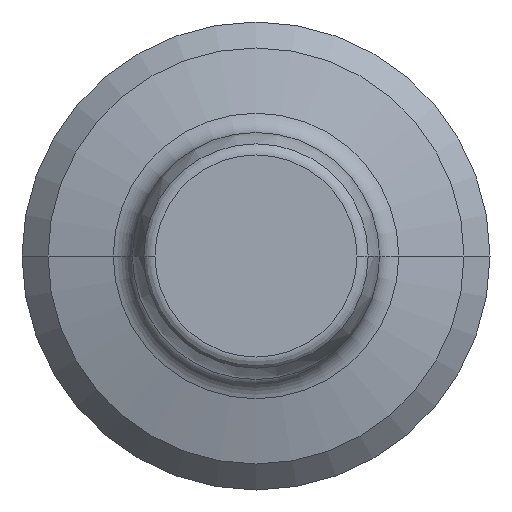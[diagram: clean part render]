
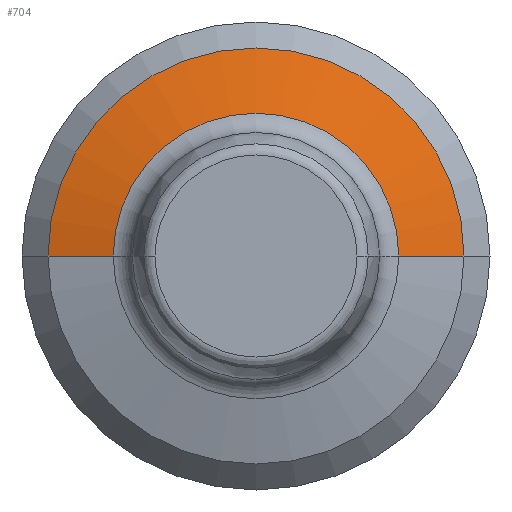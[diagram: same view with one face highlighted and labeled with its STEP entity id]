
A CAD part, front view. The second image highlights one B-rep face of the part: STEP entity #704.
In plain terms, the highlighted conical face has half-angle 75 degrees and reference radius 6.746 mm.
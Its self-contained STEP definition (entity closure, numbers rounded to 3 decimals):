
#191=CARTESIAN_POINT('',(0.,-2.309,0.));
#192=DIRECTION('',(0.,-1.,0.));
#193=DIRECTION('',(1.,0.,0.));
#194=AXIS2_PLACEMENT_3D('',#191,#192,#193);
#196=CARTESIAN_POINT('',(0.,-2.982,0.));
#197=DIRECTION('',(0.,-1.,0.));
#198=DIRECTION('',(1.,0.,0.));
#199=AXIS2_PLACEMENT_3D('',#196,#197,#198);
#201=DIRECTION('',(0.966,0.259,0.));
#202=VECTOR('',#201,2.597);
#203=CARTESIAN_POINT('',(5.491,-2.982,0.));
#204=LINE('',#203,#202);
#205=DIRECTION('',(-0.966,0.259,0.));
#206=VECTOR('',#205,2.597);
#207=CARTESIAN_POINT('',(-5.491,-2.982,0.));
#208=LINE('',#207,#206);
#399=CARTESIAN_POINT('',(5.491,-2.982,0.));
#400=VERTEX_POINT('',#399);
#401=CARTESIAN_POINT('',(8.,-2.309,0.));
#402=VERTEX_POINT('',#401);
#418=CARTESIAN_POINT('',(-5.491,-2.982,0.));
#419=VERTEX_POINT('',#418);
#420=CARTESIAN_POINT('',(-8.,-2.309,0.));
#421=VERTEX_POINT('',#420);
#690=CARTESIAN_POINT('',(0.,-2.645,0.));
#691=DIRECTION('',(0.,1.,0.));
#692=DIRECTION('',(1.,0.,0.));
#693=AXIS2_PLACEMENT_3D('',#690,#691,#692);
#694=CONICAL_SURFACE('',#693,6.746,75.);
#696=ORIENTED_EDGE('',*,*,#695,.F.);
#698=ORIENTED_EDGE('',*,*,#697,.T.);
#700=ORIENTED_EDGE('',*,*,#699,.T.);
#701=ORIENTED_EDGE('',*,*,#683,.F.);
#702=EDGE_LOOP('',(#696,#698,#700,#701));
#703=FACE_OUTER_BOUND('',#702,.F.);
#704=ADVANCED_FACE('',(#703),#694,.T.);
#195=CIRCLE('',#194,8.);
#200=CIRCLE('',#199,5.491);
#683=EDGE_CURVE('',#402,#421,#195,.T.);
#695=EDGE_CURVE('',#400,#402,#204,.T.);
#697=EDGE_CURVE('',#400,#419,#200,.T.);
#699=EDGE_CURVE('',#419,#421,#208,.T.);
